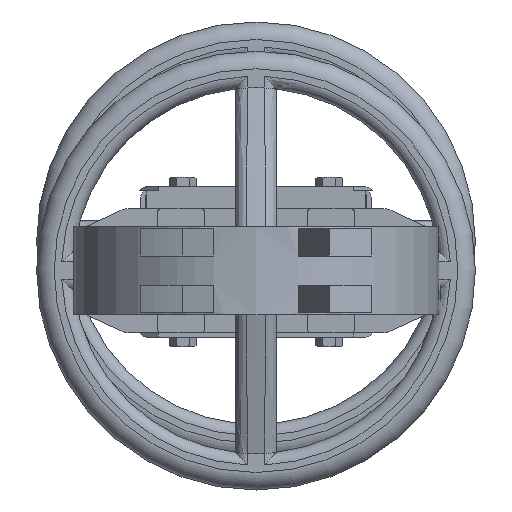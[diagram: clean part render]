
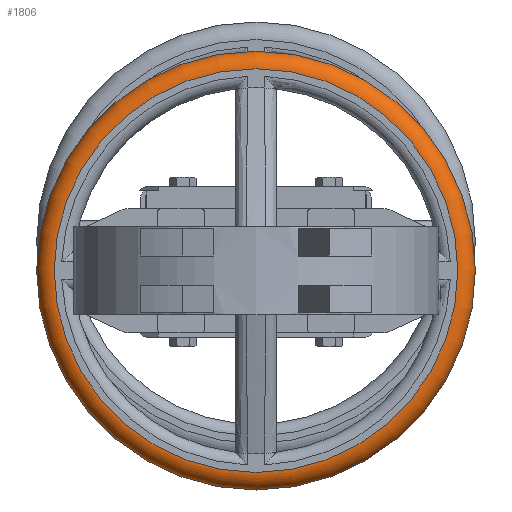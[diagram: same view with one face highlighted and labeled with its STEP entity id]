
A CAD part, front view. The second image highlights one B-rep face of the part: STEP entity #1806.
In plain terms, the highlighted toroidal (fillet/blend) face has major radius 138 mm and minor radius 12 mm.
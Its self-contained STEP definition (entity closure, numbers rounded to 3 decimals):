
#1806 = ADVANCED_FACE( '', ( #3867, #3868 ), #3869, .T. );
#3867 = FACE_OUTER_BOUND( '', #6653, .T. );
#3868 = FACE_OUTER_BOUND( '', #6654, .T. );
#3869 = TOROIDAL_SURFACE( '', #6655, 138., 12. );
#6653 = EDGE_LOOP( '', ( #12901 ) );
#6654 = EDGE_LOOP( '', ( #12902 ) );
#6655 = AXIS2_PLACEMENT_3D( '', #12903, #12904, #12905 );
#12901 = ORIENTED_EDGE( '', *, *, #15808, .F. );
#12902 = ORIENTED_EDGE( '', *, *, #16002, .F. );
#12903 = CARTESIAN_POINT( '', ( 0., 47., 0. ) );
#12904 = DIRECTION( '', ( 0., 1., 0. ) );
#12905 = DIRECTION( '', ( 0., 0., 1. ) );
#15808 = EDGE_CURVE( '', #19202, #19202, #19203, .T. );
#16002 = EDGE_CURVE( '', #19459, #19459, #19460, .F. );
#19202 = VERTEX_POINT( '', #27759 );
#19203 = CIRCLE( '', #27760, 150. );
#19459 = VERTEX_POINT( '', #28384 );
#19460 = CIRCLE( '', #28385, 138. );
#27759 = CARTESIAN_POINT( '', ( 0., 47., 150. ) );
#27760 = AXIS2_PLACEMENT_3D( '', #32437, #32438, #32439 );
#28384 = CARTESIAN_POINT( '', ( 0., 35., 138. ) );
#28385 = AXIS2_PLACEMENT_3D( '', #32628, #32629, #32630 );
#32437 = CARTESIAN_POINT( '', ( 0., 47., 0. ) );
#32438 = DIRECTION( '', ( 0., 1., 0. ) );
#32439 = DIRECTION( '', ( 0., 0., 1. ) );
#32628 = CARTESIAN_POINT( '', ( 0., 35., 0. ) );
#32629 = DIRECTION( '', ( 0., 1., 0. ) );
#32630 = DIRECTION( '', ( 0., 0., 1. ) );
